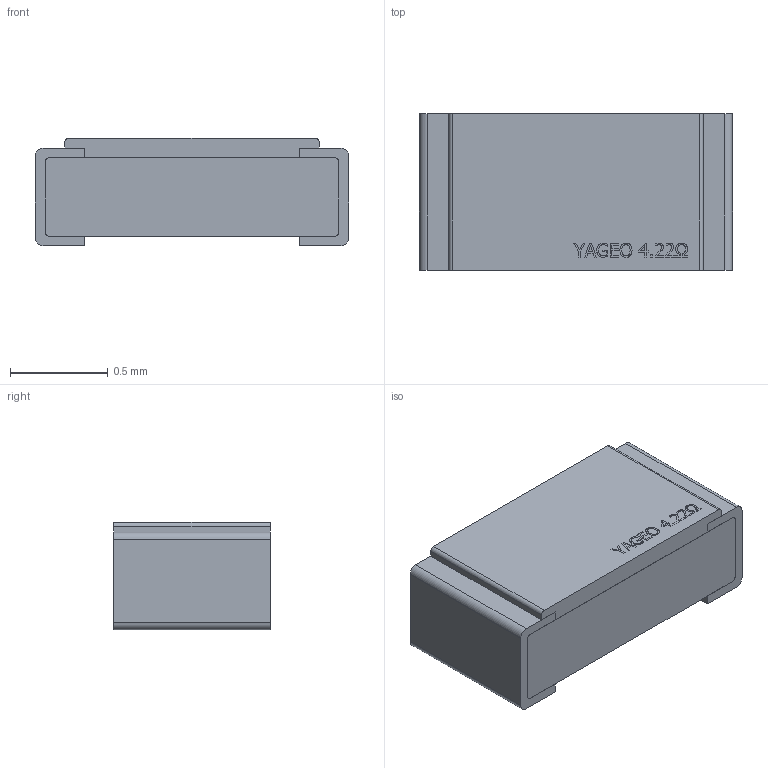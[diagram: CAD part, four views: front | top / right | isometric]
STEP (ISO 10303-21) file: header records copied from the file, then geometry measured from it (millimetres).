
FILE_DESCRIPTION(/* description */ (''),/* implementation_level */ '2;1');
FILE_NAME(/* name */ '1.stp',/* time_stamp */ '2019-05-22T09:23:39+02:00',/* author */ ('k'),/* organization */ (''),/* preprocessor_version */ 'ST-DEVELOPER v15.6',/* originating_system */ 'Autodesk Inventor 2015',/* authorisation */ '');
FILE_SCHEMA (('AUTOMOTIVE_DESIGN { 1 0 10303 214 3 1 1 }'));
Length unit declared in the file: millimetre
Products named in the file (5): 1; 2; 3; 4
Bounding box: 1.6 x 0.8 x 0.55 mm (x, y, z)
Volume: 0.6 mm3; surface area: 10.2 mm2
Topology: 14 solids, 14 shells, 215 faces, 561 edges, 374 vertices
Faces by surface type: plane 135, bspline 66, cylinder 14
Entity records: 7009 total; most frequent: CARTESIAN_POINT 2017, ORIENTED_EDGE 1122, DIRECTION 773, EDGE_CURVE 561, LINE 401, VECTOR 401, VERTEX_POINT 374, EDGE_LOOP 221
